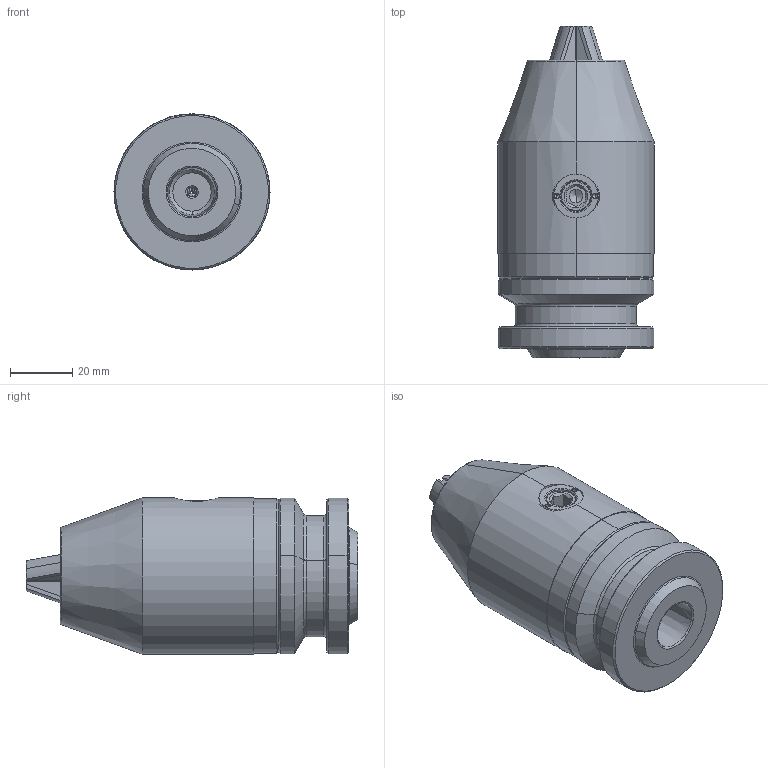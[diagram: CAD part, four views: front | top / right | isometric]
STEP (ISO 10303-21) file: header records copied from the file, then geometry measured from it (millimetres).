
FILE_DESCRIPTION (( 'STEP AP214' ), '1' );
FILE_NAME ('BA133131B0001A.STEP', '2020-06-29T02:32:14', ( '' ), ( '' ), 'SwSTEP 2.0', 'SolidWorks 2017', '' );
FILE_SCHEMA (( 'AUTOMOTIVE_DESIGN' ));
Length unit declared in the file: millimetre
Products named in the file (13): BB13313090001A; BB1331311B401A; BB13316040003A; BB13313080001A; BB13313020101A; BB13313010001A-; BB13313050001A; BB13313030001A; BA133131B0001A; BB13313070002A; SB018001; BB13313060101A-; KR029096
Assembly tree (14 placements, depth 2):
  BA133131B0001A
    BB13313010001A-
    BB13313020101A
    BB13316040003A
    BB13313090001A
    BB13313050001A
    BB13313060101A-
    BB13313080001A
    BB1331311B401A
    BB13313030001A  x3
    SB018001
    KR029096
    BB13313070002A
Bounding box: 50.1 x 106.51 x 50.1 mm (x, y, z)
Volume: 137891.2 mm3; surface area: 61502.4 mm2
Topology: 14 solids, 14 shells, 976 faces, 2613 edges, 1657 vertices
Faces by surface type: cylinder 343, plane 284, cone 240, torus 99, bspline 10
Entity records: 37602 total; most frequent: CARTESIAN_POINT 15074, ORIENTED_EDGE 4946, DIRECTION 4047, EDGE_CURVE 2473, AXIS2_PLACEMENT_3D 1682, VERTEX_POINT 1579, EDGE_LOOP 978, FACE_OUTER_BOUND 928
